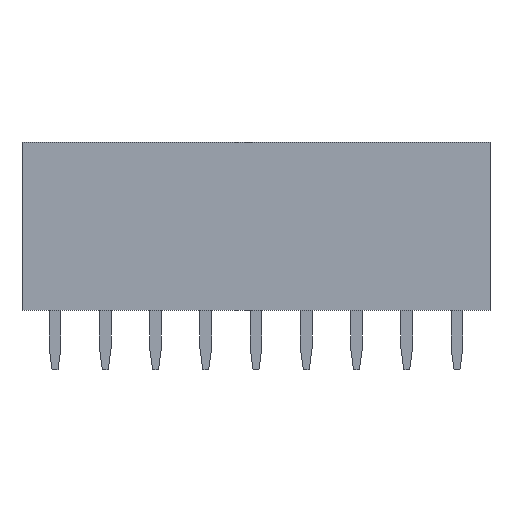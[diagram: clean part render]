
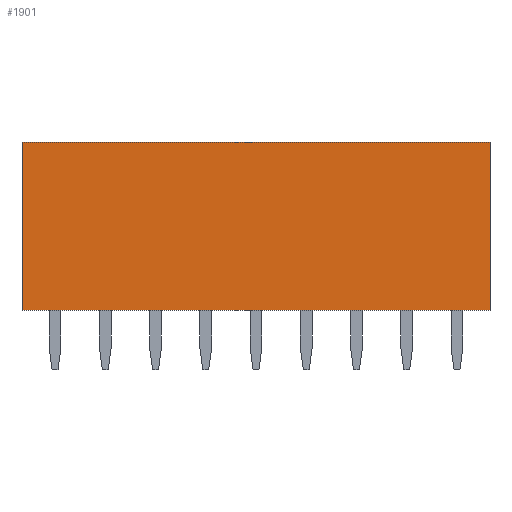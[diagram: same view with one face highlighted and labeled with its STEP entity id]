
A CAD part, front view. The second image highlights one B-rep face of the part: STEP entity #1901.
In plain terms, the highlighted planar face has unit normal (0, -1, 0).
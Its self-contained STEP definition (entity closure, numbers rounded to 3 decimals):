
#1901=ADVANCED_FACE('',(#3462),#3464,.T.);
#3462=FACE_BOUND('',#3463,.T.);
#3463=EDGE_LOOP('',(#4750,#4751,#4752,#4753));
#3464=PLANE('',#3465);
#3465=AXIS2_PLACEMENT_3D('',#3466,#3467,#3468);
#3466=CARTESIAN_POINT('',(21.99,-1.27,0.));
#3467=DIRECTION('',(0.,-1.,0.));
#3468=DIRECTION('',(0.,0.,1.));
#4750=ORIENTED_EDGE('',*,*,#5411,.T.);
#4751=ORIENTED_EDGE('',*,*,#5466,.T.);
#4752=ORIENTED_EDGE('',*,*,#5437,.F.);
#4753=ORIENTED_EDGE('',*,*,#5442,.F.);
#5411=EDGE_CURVE('',#6328,#6326,#6329,.T.);
#5437=EDGE_CURVE('',#6370,#6372,#6373,.T.);
#5442=EDGE_CURVE('',#6328,#6370,#6380,.T.);
#5466=EDGE_CURVE('',#6326,#6372,#6406,.T.);
#6326=VERTEX_POINT('',#8236);
#6328=VERTEX_POINT('',#8240);
#6329=LINE('',#8241,#8242);
#6370=VERTEX_POINT('',#8332);
#6372=VERTEX_POINT('',#8336);
#6373=LINE('',#8337,#8338);
#6380=LINE('',#8354,#8355);
#6406=LINE('',#8428,#8429);
#8236=CARTESIAN_POINT('',(21.99,-1.27,8.5));
#8240=CARTESIAN_POINT('',(21.99,-1.27,0.));
#8241=CARTESIAN_POINT('',(21.99,-1.27,0.));
#8242=VECTOR('',#8243,1.);
#8243=DIRECTION('',(0.,0.,1.));
#8332=CARTESIAN_POINT('',(-1.67,-1.27,0.));
#8336=CARTESIAN_POINT('',(-1.67,-1.27,8.5));
#8337=CARTESIAN_POINT('',(-1.67,-1.27,0.));
#8338=VECTOR('',#8339,1.);
#8339=DIRECTION('',(0.,0.,1.));
#8354=CARTESIAN_POINT('',(21.99,-1.27,0.));
#8355=VECTOR('',#8356,1.);
#8356=DIRECTION('',(-1.,0.,0.));
#8428=CARTESIAN_POINT('',(21.99,-1.27,8.5));
#8429=VECTOR('',#8430,1.);
#8430=DIRECTION('',(-1.,0.,0.));
